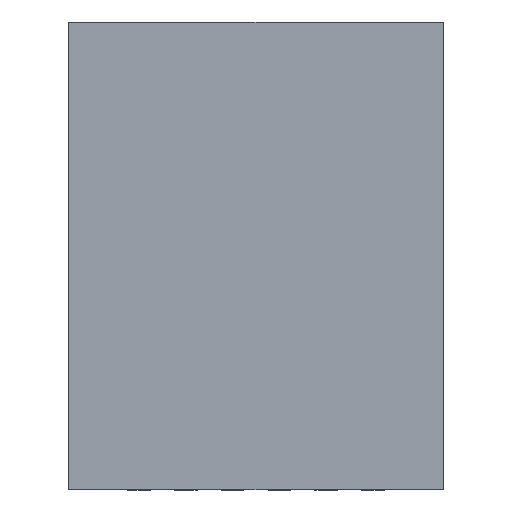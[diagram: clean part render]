
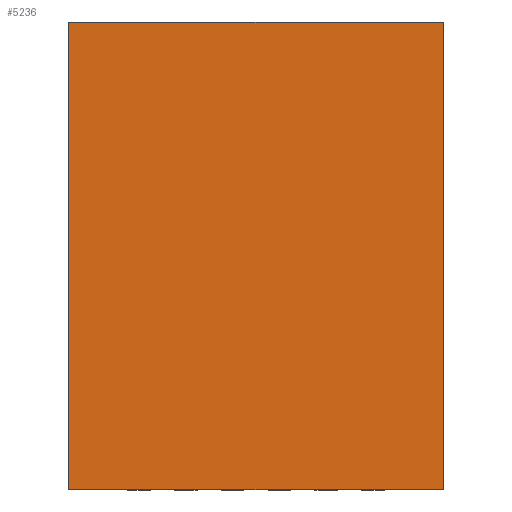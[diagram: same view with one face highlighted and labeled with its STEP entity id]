
A CAD part, top view. The second image highlights one B-rep face of the part: STEP entity #5236.
In plain terms, the highlighted face is planar.
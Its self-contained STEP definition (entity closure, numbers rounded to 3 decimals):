
#2390=DIRECTION('',(0.,0.,1.));
#2391=VECTOR('',#2390,5.);
#2392=CARTESIAN_POINT('',(-2.,0.975,-2.5));
#2393=LINE('',#2392,#2391);
#2397=DIRECTION('',(-1.,0.,0.));
#2398=VECTOR('',#2397,4.);
#2399=CARTESIAN_POINT('',(2.,0.975,-2.5));
#2400=LINE('',#2399,#2398);
#2404=DIRECTION('',(0.,0.,-1.));
#2405=VECTOR('',#2404,5.);
#2406=CARTESIAN_POINT('',(2.,0.975,2.5));
#2407=LINE('',#2406,#2405);
#2411=DIRECTION('',(1.,0.,0.));
#2412=VECTOR('',#2411,4.);
#2413=CARTESIAN_POINT('',(-2.,0.975,2.5));
#2414=LINE('',#2413,#2412);
#3130=CARTESIAN_POINT('',(-2.,0.975,-2.5));
#3131=CARTESIAN_POINT('',(-2.,0.975,2.5));
#3132=VERTEX_POINT('',#3130);
#3133=VERTEX_POINT('',#3131);
#3134=CARTESIAN_POINT('',(2.,0.975,2.5));
#3135=VERTEX_POINT('',#3134);
#3136=CARTESIAN_POINT('',(2.,0.975,-2.5));
#3137=VERTEX_POINT('',#3136);
#5225=CARTESIAN_POINT('',(0.,0.975,0.));
#5226=DIRECTION('',(0.,1.,0.));
#5227=DIRECTION('',(1.,0.,0.));
#5228=AXIS2_PLACEMENT_3D('',#5225,#5226,#5227);
#5229=PLANE('',#5228);
#5230=ORIENTED_EDGE('',*,*,#4772,.F.);
#5231=ORIENTED_EDGE('',*,*,#4107,.F.);
#5232=ORIENTED_EDGE('',*,*,#4454,.F.);
#5233=ORIENTED_EDGE('',*,*,#4595,.F.);
#5234=EDGE_LOOP('',(#5230,#5231,#5232,#5233));
#5235=FACE_OUTER_BOUND('',#5234,.F.);
#4107=EDGE_CURVE('',#3137,#3132,#2400,.T.);
#4454=EDGE_CURVE('',#3135,#3137,#2407,.T.);
#4595=EDGE_CURVE('',#3133,#3135,#2414,.T.);
#4772=EDGE_CURVE('',#3132,#3133,#2393,.T.);
#5236=ADVANCED_FACE('',(#5235),#5229,.T.);
